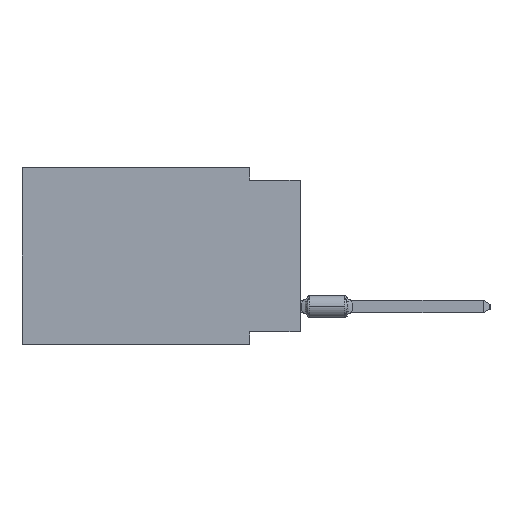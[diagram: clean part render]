
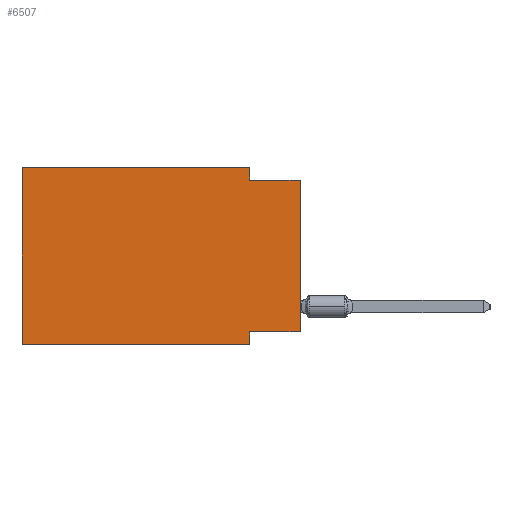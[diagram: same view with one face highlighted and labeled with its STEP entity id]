
A CAD part, left-side view. The second image highlights one B-rep face of the part: STEP entity #6507.
In plain terms, the highlighted planar face has unit normal (-1, 0, 0).
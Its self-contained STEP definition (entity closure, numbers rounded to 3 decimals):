
#2158 = VECTOR ( 'NONE', #24095, 1000. ) ;
#6507 = ADVANCED_FACE ( 'NONE', ( #112386 ), #29748, .F. ) ;
#7146 = DIRECTION ( 'NONE',  ( 0., 0., 1. ) ) ;
#7341 = LINE ( 'NONE', #18775, #59508 ) ;
#7536 = ORIENTED_EDGE ( 'NONE', *, *, #94742, .F. ) ;
#8605 = VERTEX_POINT ( 'NONE', #71546 ) ;
#10242 = CARTESIAN_POINT ( 'NONE',  ( 0., 13.97, 0. ) ) ;
#14999 = LINE ( 'NONE', #25244, #30372 ) ;
#18311 = CARTESIAN_POINT ( 'NONE',  ( 0., 2.54, 0. ) ) ;
#18775 = CARTESIAN_POINT ( 'NONE',  ( 0., 13.97, -8.89 ) ) ;
#20561 = DIRECTION ( 'NONE',  ( 0., -1., 0. ) ) ;
#24095 = DIRECTION ( 'NONE',  ( 0., 0., -1. ) ) ;
#25244 = CARTESIAN_POINT ( 'NONE',  ( 0., 13.97, 0. ) ) ;
#25394 = VECTOR ( 'NONE', #75390, 1000. ) ;
#27320 = EDGE_CURVE ( 'NONE', #73795, #8605, #66504, .T. ) ;
#27886 = EDGE_CURVE ( 'NONE', #8605, #37581, #68729, .T. ) ;
#28522 = EDGE_CURVE ( 'NONE', #61303, #87764, #100960, .T. ) ;
#29748 = PLANE ( 'NONE',  #118887 ) ;
#30372 = VECTOR ( 'NONE', #7146, 1000. ) ;
#30714 = CARTESIAN_POINT ( 'NONE',  ( 0., 13.97, 0. ) ) ;
#32881 = EDGE_CURVE ( 'NONE', #46208, #61303, #77125, .T. ) ;
#33144 = ORIENTED_EDGE ( 'NONE', *, *, #56307, .T. ) ;
#35584 = EDGE_CURVE ( 'NONE', #87764, #65781, #76044, .T. ) ;
#37581 = VERTEX_POINT ( 'NONE', #103972 ) ;
#39199 = CARTESIAN_POINT ( 'NONE',  ( 0., 0., 0. ) ) ;
#40944 = DIRECTION ( 'NONE',  ( 0., -1., 0. ) ) ;
#41947 = VECTOR ( 'NONE', #20561, 1000. ) ;
#44433 = VECTOR ( 'NONE', #84023, 1000. ) ;
#44962 = ORIENTED_EDGE ( 'NONE', *, *, #28522, .F. ) ;
#46208 = VERTEX_POINT ( 'NONE', #10242 ) ;
#49027 = DIRECTION ( 'NONE',  ( 0., 0., -1. ) ) ;
#54270 = VECTOR ( 'NONE', #55120, 1000. ) ;
#55120 = DIRECTION ( 'NONE',  ( 0., 0., -1. ) ) ;
#55586 = DIRECTION ( 'NONE',  ( 0., -1., 0. ) ) ;
#56307 = EDGE_CURVE ( 'NONE', #105102, #37581, #7341, .T. ) ;
#59237 = CARTESIAN_POINT ( 'NONE',  ( 0., 0., -0.635 ) ) ;
#59508 = VECTOR ( 'NONE', #55586, 1000. ) ;
#61303 = VERTEX_POINT ( 'NONE', #104517 ) ;
#62342 = ORIENTED_EDGE ( 'NONE', *, *, #27320, .F. ) ;
#64413 = ORIENTED_EDGE ( 'NONE', *, *, #27886, .F. ) ;
#65781 = VERTEX_POINT ( 'NONE', #59237 ) ;
#66504 = LINE ( 'NONE', #102140, #44433 ) ;
#66522 = DIRECTION ( 'NONE',  ( 1., 0., 0. ) ) ;
#67034 = CARTESIAN_POINT ( 'NONE',  ( 0., 13.97, -8.89 ) ) ;
#68150 = CARTESIAN_POINT ( 'NONE',  ( 0., 2.54, -8.89 ) ) ;
#68269 = ORIENTED_EDGE ( 'NONE', *, *, #32881, .F. ) ;
#68729 = LINE ( 'NONE', #68150, #2158 ) ;
#70136 = CARTESIAN_POINT ( 'NONE',  ( 0., 2.54, -0.635 ) ) ;
#70697 = VECTOR ( 'NONE', #40944, 1000. ) ;
#71546 = CARTESIAN_POINT ( 'NONE',  ( 0., 2.54, -8.255 ) ) ;
#73795 = VERTEX_POINT ( 'NONE', #114269 ) ;
#75390 = DIRECTION ( 'NONE',  ( 0., 0., 1. ) ) ;
#76044 = LINE ( 'NONE', #92961, #41947 ) ;
#77125 = LINE ( 'NONE', #30714, #70697 ) ;
#84023 = DIRECTION ( 'NONE',  ( 0., 1., 0. ) ) ;
#84850 = ORIENTED_EDGE ( 'NONE', *, *, #35584, .F. ) ;
#87764 = VERTEX_POINT ( 'NONE', #70136 ) ;
#92961 = CARTESIAN_POINT ( 'NONE',  ( 0., 0., -0.635 ) ) ;
#94742 = EDGE_CURVE ( 'NONE', #105102, #46208, #14999, .T. ) ;
#94878 = CARTESIAN_POINT ( 'NONE',  ( 0., 13.97, 0. ) ) ;
#100960 = LINE ( 'NONE', #18311, #54270 ) ;
#102140 = CARTESIAN_POINT ( 'NONE',  ( 0., 0., -8.255 ) ) ;
#102977 = EDGE_CURVE ( 'NONE', #73795, #65781, #110987, .T. ) ;
#103972 = CARTESIAN_POINT ( 'NONE',  ( 0., 2.54, -8.89 ) ) ;
#104517 = CARTESIAN_POINT ( 'NONE',  ( 0., 2.54, 0. ) ) ;
#105102 = VERTEX_POINT ( 'NONE', #67034 ) ;
#110581 = EDGE_LOOP ( 'NONE', ( #116508, #84850, #44962, #68269, #7536, #33144, #64413, #62342 ) ) ;
#110987 = LINE ( 'NONE', #39199, #25394 ) ;
#112386 = FACE_OUTER_BOUND ( 'NONE', #110581, .T. ) ;
#114269 = CARTESIAN_POINT ( 'NONE',  ( 0., 0., -8.255 ) ) ;
#116508 = ORIENTED_EDGE ( 'NONE', *, *, #102977, .T. ) ;
#118887 = AXIS2_PLACEMENT_3D ( 'NONE', #94878, #66522, #49027 ) ;
